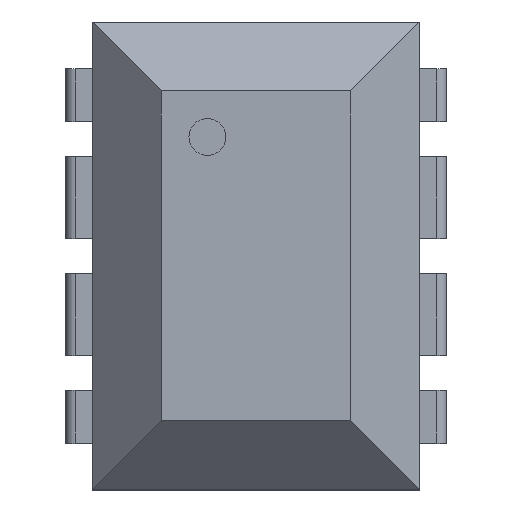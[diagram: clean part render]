
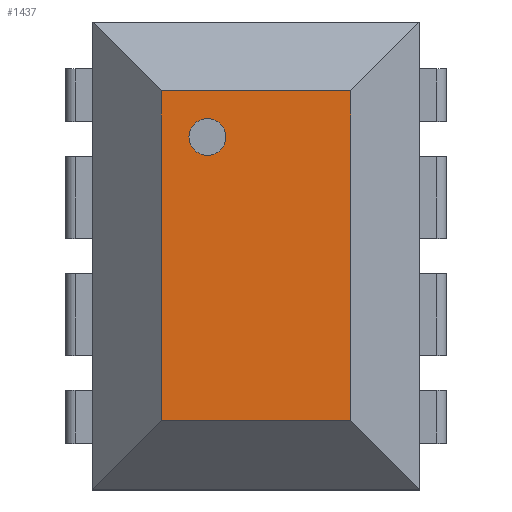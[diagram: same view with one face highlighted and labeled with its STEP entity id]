
A CAD part, top view. The second image highlights one B-rep face of the part: STEP entity #1437.
In plain terms, the highlighted planar face has unit normal (0, 0, 1).
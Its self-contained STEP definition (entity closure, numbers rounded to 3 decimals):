
#11 = ORIENTED_EDGE ( 'NONE', *, *, #1520, .F. ) ;
#76 = ORIENTED_EDGE ( 'NONE', *, *, #3043, .T. ) ;
#77 = ORIENTED_EDGE ( 'NONE', *, *, #3040, .T. ) ;
#78 = ORIENTED_EDGE ( 'NONE', *, *, #3042, .T. ) ;
#190 = ORIENTED_EDGE ( 'NONE', *, *, #3039, .F. ) ;
#191 = ORIENTED_EDGE ( 'NONE', *, *, #3041, .T. ) ;
#1326 = LINE ( 'NONE', #5556, #2171 ) ;
#1327 = LINE ( 'NONE', #5558, #2172 ) ;
#1328 = LINE ( 'NONE', #5560, #2173 ) ;
#1329 = LINE ( 'NONE', #5562, #2174 ) ;
#1437 = ADVANCED_FACE ( 'NONE', ( #5126, #5127 ), #3521, .F. ) ;
#1520 = EDGE_CURVE ( 'NONE', #4771, #4726, #1824, .T. ) ;
#1745 = AXIS2_PLACEMENT_3D ( 'NONE', #3520, #3523, #3522 ) ;
#1824 = CIRCLE ( 'NONE', #1871, 0.4 ) ;
#1871 = AXIS2_PLACEMENT_3D ( 'NONE', #3489, #3488, #3487 ) ;
#2163 = CIRCLE ( 'NONE', #2170, 0.4 ) ;
#2170 = AXIS2_PLACEMENT_3D ( 'NONE', #5553, #5554, #5555 ) ;
#2171 = VECTOR ( 'NONE', #5557, 1000. ) ;
#2172 = VECTOR ( 'NONE', #5559, 1000. ) ;
#2173 = VECTOR ( 'NONE', #5561, 1000. ) ;
#2174 = VECTOR ( 'NONE', #5563, 1000. ) ;
#3039 = EDGE_CURVE ( 'NONE', #4726, #4771, #2163, .T. ) ;
#3040 = EDGE_CURVE ( 'NONE', #4773, #4862, #1326, .T. ) ;
#3041 = EDGE_CURVE ( 'NONE', #4804, #4773, #1327, .T. ) ;
#3042 = EDGE_CURVE ( 'NONE', #4862, #4859, #1328, .T. ) ;
#3043 = EDGE_CURVE ( 'NONE', #4859, #4804, #1329, .T. ) ;
#3487 = DIRECTION ( 'NONE',  ( 1., 0., 0. ) ) ;
#3488 = DIRECTION ( 'NONE',  ( 0., 0., 1. ) ) ;
#3489 = CARTESIAN_POINT ( 'NONE',  ( -1.056, 2.58, 4.953 ) ) ;
#3520 = CARTESIAN_POINT ( 'NONE',  ( 3.556, -5.08, 4.953 ) ) ;
#3521 = PLANE ( 'NONE',  #1745 ) ;
#3522 = DIRECTION ( 'NONE',  ( -1., 0., 0. ) ) ;
#3523 = DIRECTION ( 'NONE',  ( 0., 0., -1. ) ) ;
#4600 = EDGE_LOOP ( 'NONE', ( #191, #77, #78, #76 ) ) ;
#4615 = EDGE_LOOP ( 'NONE', ( #190, #11 ) ) ;
#4726 = VERTEX_POINT ( 'NONE', #6206 ) ;
#4771 = VERTEX_POINT ( 'NONE', #6251 ) ;
#4773 = VERTEX_POINT ( 'NONE', #6253 ) ;
#4804 = VERTEX_POINT ( 'NONE', #6284 ) ;
#4859 = VERTEX_POINT ( 'NONE', #6339 ) ;
#4862 = VERTEX_POINT ( 'NONE', #6342 ) ;
#5126 = FACE_BOUND ( 'NONE', #4615, .T. ) ;
#5127 = FACE_OUTER_BOUND ( 'NONE', #4600, .T. ) ;
#5553 = CARTESIAN_POINT ( 'NONE',  ( -1.056, 2.58, 4.953 ) ) ;
#5554 = DIRECTION ( 'NONE',  ( 0., 0., 1. ) ) ;
#5555 = DIRECTION ( 'NONE',  ( 1., 0., 0. ) ) ;
#5556 = CARTESIAN_POINT ( 'NONE',  ( 3.556, 3.58, 4.953 ) ) ;
#5557 = DIRECTION ( 'NONE',  ( -1., 0., 0. ) ) ;
#5558 = CARTESIAN_POINT ( 'NONE',  ( 2.056, -5.08, 4.953 ) ) ;
#5559 = DIRECTION ( 'NONE',  ( 0., 1., 0. ) ) ;
#5560 = CARTESIAN_POINT ( 'NONE',  ( -2.056, -5.08, 4.953 ) ) ;
#5561 = DIRECTION ( 'NONE',  ( 0., -1., 0. ) ) ;
#5562 = CARTESIAN_POINT ( 'NONE',  ( 3.556, -3.58, 4.953 ) ) ;
#5563 = DIRECTION ( 'NONE',  ( 1., 0., 0. ) ) ;
#6206 = CARTESIAN_POINT ( 'NONE',  ( -0.656, 2.58, 4.953 ) ) ;
#6251 = CARTESIAN_POINT ( 'NONE',  ( -1.456, 2.58, 4.953 ) ) ;
#6253 = CARTESIAN_POINT ( 'NONE',  ( 2.056, 3.58, 4.953 ) ) ;
#6284 = CARTESIAN_POINT ( 'NONE',  ( 2.056, -3.58, 4.953 ) ) ;
#6339 = CARTESIAN_POINT ( 'NONE',  ( -2.056, -3.58, 4.953 ) ) ;
#6342 = CARTESIAN_POINT ( 'NONE',  ( -2.056, 3.58, 4.953 ) ) ;
